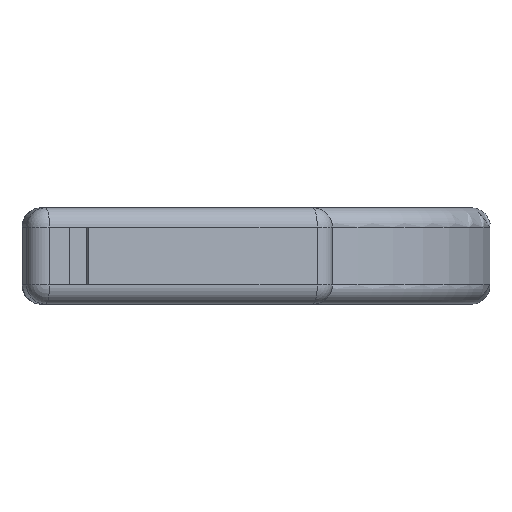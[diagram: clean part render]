
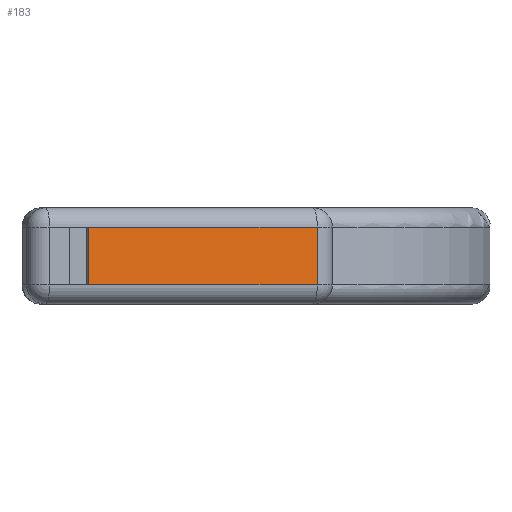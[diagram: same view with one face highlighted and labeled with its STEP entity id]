
A CAD part, front view. The second image highlights one B-rep face of the part: STEP entity #183.
In plain terms, the highlighted planar face has unit normal (0.215, -0.977, 0).
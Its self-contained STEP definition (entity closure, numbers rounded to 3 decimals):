
#50 = EDGE_CURVE ( 'NONE', #1591, #1295, #921, .T. ) ;
#51 = VERTEX_POINT ( 'NONE', #934 ) ;
#62 = EDGE_LOOP ( 'NONE', ( #394, #873, #1091, #339 ) ) ;
#183 = ADVANCED_FACE ( 'NONE', ( #1680 ), #696, .F. ) ;
#190 = VECTOR ( 'NONE', #1101, 1000. ) ;
#212 = VECTOR ( 'NONE', #1849, 1000. ) ;
#237 = DIRECTION ( 'NONE',  ( -0.216, 0.976, 0. ) ) ;
#258 = VECTOR ( 'NONE', #1817, 1000. ) ;
#261 = LINE ( 'NONE', #784, #212 ) ;
#339 = ORIENTED_EDGE ( 'NONE', *, *, #597, .T. ) ;
#394 = ORIENTED_EDGE ( 'NONE', *, *, #493, .T. ) ;
#493 = EDGE_CURVE ( 'NONE', #1209, #51, #261, .T. ) ;
#597 = EDGE_CURVE ( 'NONE', #1295, #1209, #1195, .T. ) ;
#696 = PLANE ( 'NONE',  #1854 ) ;
#784 = CARTESIAN_POINT ( 'NONE',  ( 137.577, -267.009, 40. ) ) ;
#862 = CARTESIAN_POINT ( 'NONE',  ( 8.082, -295.59, 40. ) ) ;
#873 = ORIENTED_EDGE ( 'NONE', *, *, #889, .F. ) ;
#889 = EDGE_CURVE ( 'NONE', #1591, #51, #1124, .T. ) ;
#919 = CARTESIAN_POINT ( 'NONE',  ( 126.869, -269.372, 10. ) ) ;
#921 = LINE ( 'NONE', #1089, #190 ) ;
#934 = CARTESIAN_POINT ( 'NONE',  ( 8.082, -295.59, 40. ) ) ;
#1010 = DIRECTION ( 'NONE',  ( 0., 0., 1. ) ) ;
#1089 = CARTESIAN_POINT ( 'NONE',  ( 137.577, -267.009, 10. ) ) ;
#1091 = ORIENTED_EDGE ( 'NONE', *, *, #50, .T. ) ;
#1101 = DIRECTION ( 'NONE',  ( 0.976, 0.216, 0. ) ) ;
#1124 = LINE ( 'NONE', #862, #1558 ) ;
#1195 = LINE ( 'NONE', #1211, #258 ) ;
#1209 = VERTEX_POINT ( 'NONE', #1785 ) ;
#1211 = CARTESIAN_POINT ( 'NONE',  ( 126.869, -269.372, 50. ) ) ;
#1295 = VERTEX_POINT ( 'NONE', #919 ) ;
#1558 = VECTOR ( 'NONE', #1010, 1000. ) ;
#1591 = VERTEX_POINT ( 'NONE', #1889 ) ;
#1680 = FACE_OUTER_BOUND ( 'NONE', #62, .T. ) ;
#1785 = CARTESIAN_POINT ( 'NONE',  ( 126.869, -269.372, 40. ) ) ;
#1817 = DIRECTION ( 'NONE',  ( 0., 0., 1. ) ) ;
#1849 = DIRECTION ( 'NONE',  ( -0.976, -0.216, 0. ) ) ;
#1854 = AXIS2_PLACEMENT_3D ( 'NONE', #1901, #237, #1911 ) ;
#1889 = CARTESIAN_POINT ( 'NONE',  ( 8.082, -295.59, 10. ) ) ;
#1901 = CARTESIAN_POINT ( 'NONE',  ( 137.577, -267.009, 50. ) ) ;
#1911 = DIRECTION ( 'NONE',  ( -0.976, -0.216, 0. ) ) ;
